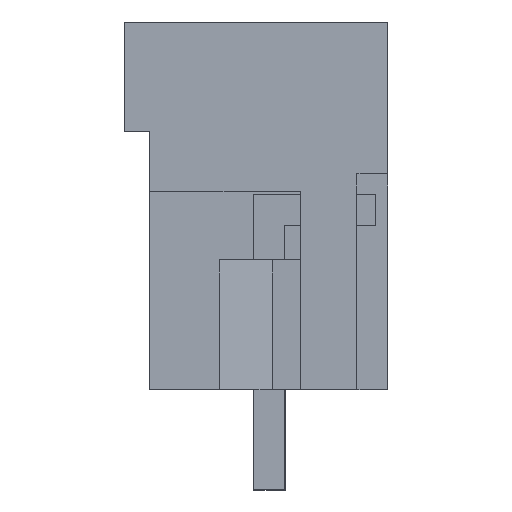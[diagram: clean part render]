
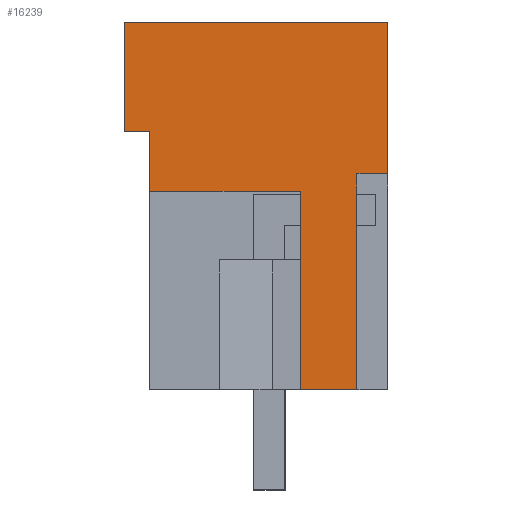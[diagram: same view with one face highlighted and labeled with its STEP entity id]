
A CAD part, left-side view. The second image highlights one B-rep face of the part: STEP entity #16239.
In plain terms, the highlighted planar face has unit normal (-1, 0, 0).
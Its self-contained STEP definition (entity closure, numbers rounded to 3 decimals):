
#16215=AXIS2_PLACEMENT_3D('Plane Axis2P3D',#16212,#16213,#16214) ;
#555=CARTESIAN_POINT('Vertex',(0.,8.405,14.95)) ;
#558=CARTESIAN_POINT('Line Origine',(0.,4.203,14.95)) ;
#562=CARTESIAN_POINT('Vertex',(0.,0.,14.95)) ;
#4266=CARTESIAN_POINT('Vertex',(0.,8.405,11.45)) ;
#4269=CARTESIAN_POINT('Line Origine',(0.,8.405,13.2)) ;
#15214=CARTESIAN_POINT('Vertex',(0.,2.785,9.55)) ;
#15219=CARTESIAN_POINT('Line Origine',(0.,5.193,9.55)) ;
#15223=CARTESIAN_POINT('Vertex',(0.,7.6,9.55)) ;
#15298=CARTESIAN_POINT('Vertex',(0.,2.785,3.2)) ;
#15301=CARTESIAN_POINT('Line Origine',(0.,2.785,6.375)) ;
#15333=CARTESIAN_POINT('Vertex',(0.,0.,10.096)) ;
#15338=CARTESIAN_POINT('Line Origine',(0.,0.489,10.096)) ;
#15342=CARTESIAN_POINT('Vertex',(0.,0.978,10.096)) ;
#15411=CARTESIAN_POINT('Vertex',(0.,0.978,3.2)) ;
#15414=CARTESIAN_POINT('Line Origine',(0.,1.881,3.2)) ;
#15809=CARTESIAN_POINT('Line Origine',(0.,7.6,10.5)) ;
#15813=CARTESIAN_POINT('Vertex',(0.,7.6,11.45)) ;
#16136=CARTESIAN_POINT('Line Origine',(0.,8.003,11.45)) ;
#16212=CARTESIAN_POINT('Axis2P3D Location',(0.,8.405,0.)) ;
#16217=CARTESIAN_POINT('Line Origine',(0.,0.978,6.648)) ;
#16222=CARTESIAN_POINT('Line Origine',(0.,0.,12.523)) ;
#559=DIRECTION('Vector Direction',(0.,1.,0.)) ;
#4270=DIRECTION('Vector Direction',(0.,0.,-1.)) ;
#15220=DIRECTION('Vector Direction',(0.,-1.,0.)) ;
#15302=DIRECTION('Vector Direction',(0.,0.,-1.)) ;
#15339=DIRECTION('Vector Direction',(0.,1.,0.)) ;
#15415=DIRECTION('Vector Direction',(0.,1.,0.)) ;
#15810=DIRECTION('Vector Direction',(0.,0.,-1.)) ;
#16137=DIRECTION('Vector Direction',(0.,1.,0.)) ;
#16213=DIRECTION('Axis2P3D Direction',(-1.,0.,0.)) ;
#16214=DIRECTION('Axis2P3D XDirection',(0.,-1.,0.)) ;
#16218=DIRECTION('Vector Direction',(0.,0.,-1.)) ;
#16223=DIRECTION('Vector Direction',(0.,0.,1.)) ;
#560=VECTOR('Line Direction',#559,1.) ;
#4271=VECTOR('Line Direction',#4270,1.) ;
#15221=VECTOR('Line Direction',#15220,1.) ;
#15303=VECTOR('Line Direction',#15302,1.) ;
#15340=VECTOR('Line Direction',#15339,1.) ;
#15416=VECTOR('Line Direction',#15415,1.) ;
#15811=VECTOR('Line Direction',#15810,1.) ;
#16138=VECTOR('Line Direction',#16137,1.) ;
#16219=VECTOR('Line Direction',#16218,1.) ;
#16224=VECTOR('Line Direction',#16223,1.) ;
#16228=ORIENTED_EDGE('',*,*,#15418,.T.) ;
#16229=ORIENTED_EDGE('',*,*,#16221,.F.) ;
#16230=ORIENTED_EDGE('',*,*,#15344,.F.) ;
#16231=ORIENTED_EDGE('',*,*,#16226,.T.) ;
#16232=ORIENTED_EDGE('',*,*,#564,.T.) ;
#16233=ORIENTED_EDGE('',*,*,#4273,.T.) ;
#16234=ORIENTED_EDGE('',*,*,#16140,.T.) ;
#16235=ORIENTED_EDGE('',*,*,#15815,.T.) ;
#16236=ORIENTED_EDGE('',*,*,#15225,.F.) ;
#16237=ORIENTED_EDGE('',*,*,#15305,.F.) ;
#16239=ADVANCED_FACE('HOUSING',(#16238),#16216,.T.) ;
#564=EDGE_CURVE('',#563,#556,#561,.T.) ;
#4273=EDGE_CURVE('',#556,#4267,#4272,.T.) ;
#15225=EDGE_CURVE('',#15215,#15224,#15222,.F.) ;
#15305=EDGE_CURVE('',#15299,#15215,#15304,.F.) ;
#15344=EDGE_CURVE('',#15334,#15343,#15341,.T.) ;
#15418=EDGE_CURVE('',#15299,#15412,#15417,.F.) ;
#15815=EDGE_CURVE('',#15814,#15224,#15812,.T.) ;
#16140=EDGE_CURVE('',#4267,#15814,#16139,.F.) ;
#16221=EDGE_CURVE('',#15343,#15412,#16220,.T.) ;
#16226=EDGE_CURVE('',#15334,#563,#16225,.T.) ;
#16227=EDGE_LOOP('',(#16228,#16229,#16230,#16231,#16232,#16233,#16234,#16235,#16236,#16237)) ;
#16238=FACE_OUTER_BOUND('',#16227,.T.) ;
#561=LINE('Line',#558,#560) ;
#4272=LINE('Line',#4269,#4271) ;
#15222=LINE('Line',#15219,#15221) ;
#15304=LINE('Line',#15301,#15303) ;
#15341=LINE('Line',#15338,#15340) ;
#15417=LINE('Line',#15414,#15416) ;
#15812=LINE('Line',#15809,#15811) ;
#16139=LINE('Line',#16136,#16138) ;
#16220=LINE('Line',#16217,#16219) ;
#16225=LINE('Line',#16222,#16224) ;
#16216=PLANE('',#16215) ;
#556=VERTEX_POINT('',#555) ;
#563=VERTEX_POINT('',#562) ;
#4267=VERTEX_POINT('',#4266) ;
#15215=VERTEX_POINT('',#15214) ;
#15224=VERTEX_POINT('',#15223) ;
#15299=VERTEX_POINT('',#15298) ;
#15334=VERTEX_POINT('',#15333) ;
#15343=VERTEX_POINT('',#15342) ;
#15412=VERTEX_POINT('',#15411) ;
#15814=VERTEX_POINT('',#15813) ;
